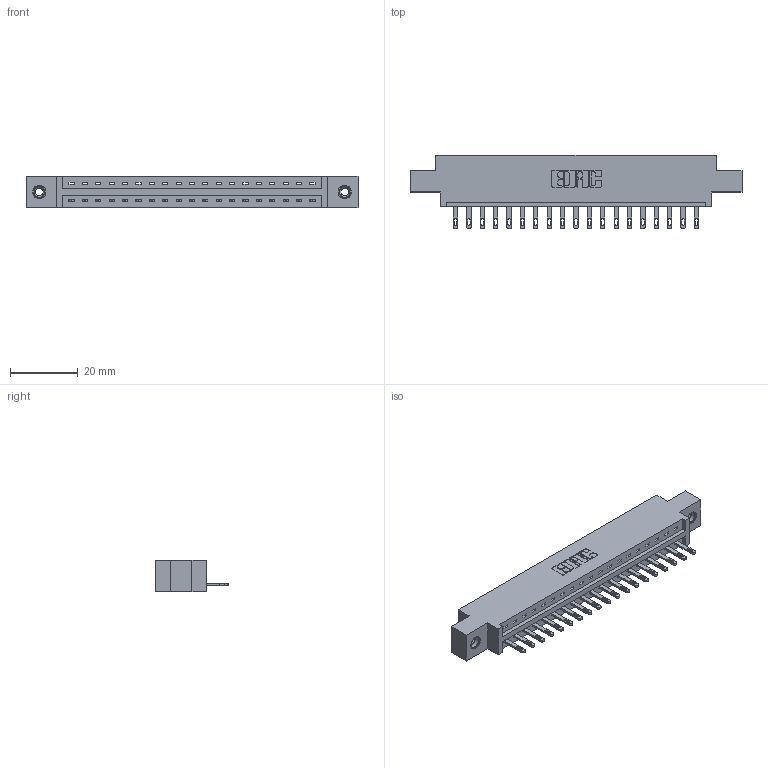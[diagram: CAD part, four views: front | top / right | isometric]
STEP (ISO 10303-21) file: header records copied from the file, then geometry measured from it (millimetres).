
FILE_DESCRIPTION (( 'STEP AP203' ), '1' );
FILE_NAME ('337-019-500-608.STEP', '2019-09-28T20:51:29', ( '' ), ( '' ), 'SwSTEP 2.0', 'SolidWorks 2016', '' );
FILE_SCHEMA (( 'CONFIG_CONTROL_DESIGN' ));
Length unit declared in the file: inch
Products named in the file (4): 337 Part_0.170 Offset - 0.156 Dia-TI; 345-292-001_345-293-100; 337-019-500-608; 345-250-001_345-250-003-102
Assembly tree (22 placements, depth 2):
  337-019-500-608
    337 Part_0.170 Offset - 0.156 Dia-TI
    345-292-001_345-293-100  x19
    345-250-001_345-250-003-102  x2
Bounding box: 98.3 x 21.85 x 9.4 mm (x, y, z)
Volume: 9816.3 mm3; surface area: 10186.6 mm2
Topology: 22 solids, 22 shells, 1280 faces, 3879 edges, 2578 vertices
Faces by surface type: plane 866, cylinder 398, cone 12, torus 4
Entity records: 18346 total; most frequent: CARTESIAN_POINT 3174, ORIENTED_EDGE 3122, DIRECTION 2753, EDGE_CURVE 1561, LINE 1409, VECTOR 1409, VERTEX_POINT 1036, AXIS2_PLACEMENT_3D 672
